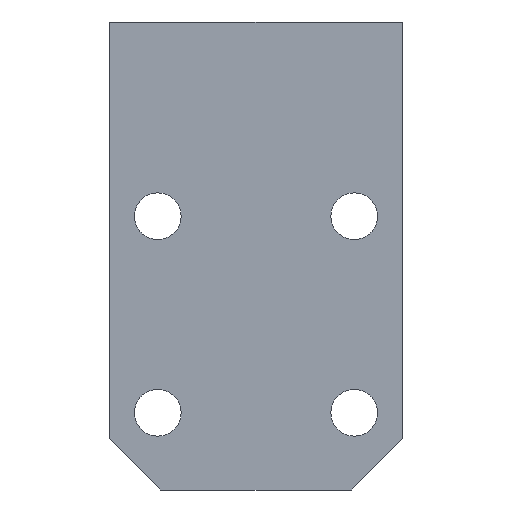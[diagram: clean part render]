
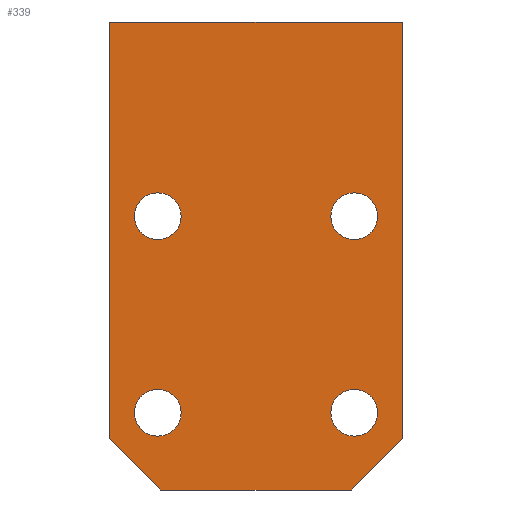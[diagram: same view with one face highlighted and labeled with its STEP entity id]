
A CAD part, front view. The second image highlights one B-rep face of the part: STEP entity #339.
In plain terms, the highlighted planar face has unit normal (0, -1, 0).
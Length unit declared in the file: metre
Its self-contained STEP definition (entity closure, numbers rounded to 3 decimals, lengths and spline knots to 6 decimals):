
#41=LINE('',#558,#65);
#44=LINE('',#566,#68);
#46=LINE('',#570,#70);
#48=LINE('',#574,#72);
#50=LINE('',#586,#74);
#51=LINE('',#587,#75);
#65=VECTOR('',#434,1.);
#68=VECTOR('',#443,1.);
#70=VECTOR('',#447,1.);
#72=VECTOR('',#451,1.);
#74=VECTOR('',#463,1.);
#75=VECTOR('',#464,1.);
#116=ORIENTED_EDGE('',*,*,#192,.T.);
#117=ORIENTED_EDGE('',*,*,#193,.T.);
#118=ORIENTED_EDGE('',*,*,#194,.T.);
#119=ORIENTED_EDGE('',*,*,#195,.T.);
#120=ORIENTED_EDGE('',*,*,#188,.T.);
#121=ORIENTED_EDGE('',*,*,#196,.T.);
#122=ORIENTED_EDGE('',*,*,#190,.F.);
#123=ORIENTED_EDGE('',*,*,#181,.F.);
#124=ORIENTED_EDGE('',*,*,#186,.T.);
#125=ORIENTED_EDGE('',*,*,#197,.T.);
#181=EDGE_CURVE('',#222,#223,#41,.T.);
#186=EDGE_CURVE('',#222,#224,#44,.T.);
#188=EDGE_CURVE('',#226,#225,#46,.T.);
#190=EDGE_CURVE('',#223,#227,#48,.T.);
#192=EDGE_CURVE('',#228,#228,#244,.F.);
#193=EDGE_CURVE('',#229,#229,#245,.F.);
#194=EDGE_CURVE('',#230,#230,#246,.F.);
#195=EDGE_CURVE('',#231,#231,#247,.F.);
#196=EDGE_CURVE('',#225,#227,#50,.T.);
#197=EDGE_CURVE('',#224,#226,#51,.F.);
#222=VERTEX_POINT('',#557);
#223=VERTEX_POINT('',#559);
#224=VERTEX_POINT('',#565);
#225=VERTEX_POINT('',#569);
#226=VERTEX_POINT('',#571);
#227=VERTEX_POINT('',#575);
#228=VERTEX_POINT('',#579);
#229=VERTEX_POINT('',#581);
#230=VERTEX_POINT('',#583);
#231=VERTEX_POINT('',#585);
#244=CIRCLE('',#381,0.0016);
#245=CIRCLE('',#382,0.0016);
#246=CIRCLE('',#383,0.0016);
#247=CIRCLE('',#384,0.0016);
#263=EDGE_LOOP('',(#116));
#264=EDGE_LOOP('',(#117));
#265=EDGE_LOOP('',(#118));
#266=EDGE_LOOP('',(#119));
#267=EDGE_LOOP('',(#120,#121,#122,#123,#124,#125));
#299=FACE_BOUND('',#263,.T.);
#300=FACE_BOUND('',#264,.T.);
#301=FACE_BOUND('',#265,.T.);
#302=FACE_BOUND('',#266,.T.);
#303=FACE_BOUND('',#267,.T.);
#331=PLANE('',#380);
#339=ADVANCED_FACE('',(#299,#300,#301,#302,#303),#331,.T.);
#380=AXIS2_PLACEMENT_3D('',#577,#453,#454);
#381=AXIS2_PLACEMENT_3D('',#578,#455,#456);
#382=AXIS2_PLACEMENT_3D('',#580,#457,#458);
#383=AXIS2_PLACEMENT_3D('',#582,#459,#460);
#384=AXIS2_PLACEMENT_3D('',#584,#461,#462);
#434=DIRECTION('',(1.,0.,0.));
#443=DIRECTION('',(0.,0.,-1.));
#447=DIRECTION('',(1.,0.,0.));
#451=DIRECTION('',(0.,0.,-1.));
#453=DIRECTION('',(0.,-1.,0.));
#454=DIRECTION('',(1.,0.,0.));
#455=DIRECTION('',(0.,-1.,0.));
#456=DIRECTION('',(0.,0.,-1.));
#457=DIRECTION('',(0.,-1.,0.));
#458=DIRECTION('',(0.,0.,-1.));
#459=DIRECTION('',(0.,-1.,0.));
#460=DIRECTION('',(0.,0.,-1.));
#461=DIRECTION('',(0.,-1.,0.));
#462=DIRECTION('',(0.,0.,-1.));
#463=DIRECTION('',(0.707,0.,0.707));
#464=DIRECTION('',(-0.707,0.,0.707));
#557=CARTESIAN_POINT('',(-0.01,-0.005,0.02));
#558=CARTESIAN_POINT('',(0.,-0.005,0.02));
#559=CARTESIAN_POINT('',(0.01,-0.005,0.02));
#565=CARTESIAN_POINT('',(-0.01,-0.005,-0.0085));
#566=CARTESIAN_POINT('',(-0.01,-0.005,0.004));
#569=CARTESIAN_POINT('',(0.0065,-0.005,-0.012));
#570=CARTESIAN_POINT('',(0.,-0.005,-0.012));
#571=CARTESIAN_POINT('',(-0.0065,-0.005,-0.012));
#574=CARTESIAN_POINT('',(0.01,-0.005,0.004));
#575=CARTESIAN_POINT('',(0.01,-0.005,-0.0085));
#577=CARTESIAN_POINT('',(0.,-0.005,0.004));
#578=CARTESIAN_POINT('',(-0.006718,-0.005,-0.006718));
#579=CARTESIAN_POINT('',(-0.006718,-0.005,-0.008318));
#580=CARTESIAN_POINT('',(0.006718,-0.005,-0.006718));
#581=CARTESIAN_POINT('',(0.006718,-0.005,-0.008318));
#582=CARTESIAN_POINT('',(0.006718,-0.005,0.006718));
#583=CARTESIAN_POINT('',(0.006718,-0.005,0.005118));
#584=CARTESIAN_POINT('',(-0.006718,-0.005,0.006718));
#585=CARTESIAN_POINT('',(-0.006718,-0.005,0.005118));
#586=CARTESIAN_POINT('',(0.01125,-0.005,-0.00725));
#587=CARTESIAN_POINT('',(-0.01125,-0.005,-0.00725));
